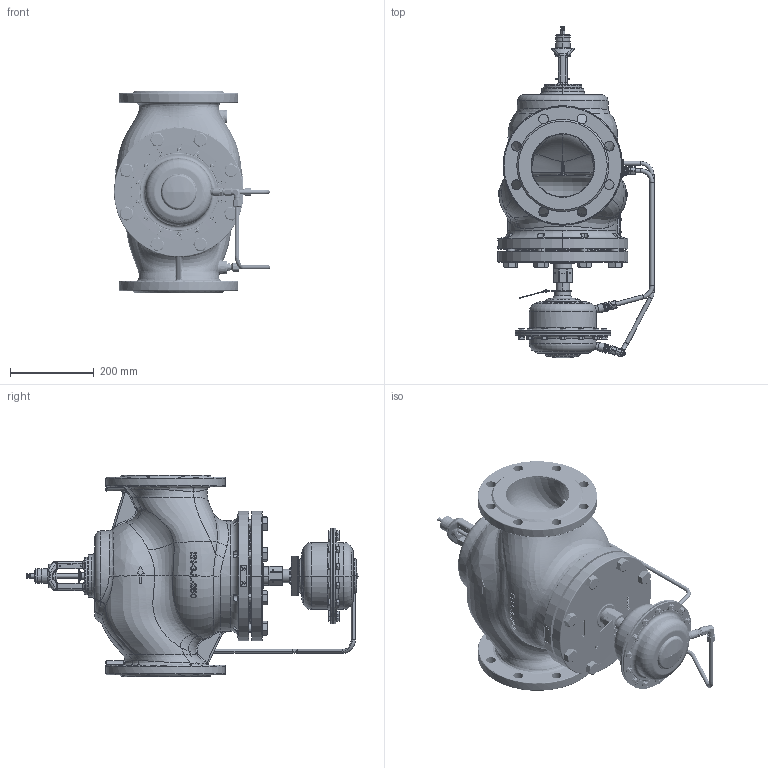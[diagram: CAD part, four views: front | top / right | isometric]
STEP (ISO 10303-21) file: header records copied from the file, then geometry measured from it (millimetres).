
FILE_DESCRIPTION((''),'2;1');
FILE_NAME('003G5508_AFQM2_DN150_PN16_STEP_ASM','2020-10-09T',('U258099'),('Danfoss'),'CREO PARAMETRIC BY PTC INC, 2018070','CREO PARAMETRIC BY PTC INC, 2018070','');
FILE_SCHEMA(('CONFIG_CONTROL_DESIGN'));
Products named in the file (40): 88670070_HOUSING160_PN16_MI_AF1; 88673400_TUBE_FI38X10X62_MI_AF0; 88671660_PRESSURE_CONNECTOR_4_1; WELD_160_4MM_INST_AF1_1_1; 88671470_COVER160_PN16_MINUS_AS_ASM; 88670600_CONNECTING_NUT_G1_1_4_; 88670100_HOUS_AFQ_160_PN16__AF0; 88671660_PRESSURE_CONNECTOR_AF0; WELD_PRESS_CON_4MM_AF0_1_1; 88672600_COVE_AFQ_160_PN16_PLUS_ASM; 51840300_SCREW_M8X20_DIN933_1_1; 5201742_1_1; 5191731_1_1; 5454051_1_1; WALTER_CONNECTION_1_1; WALTER_CONNECTION_NUT_1_1; 8863078_ASM_1_ASM_1_ASM; 88630330_1_1; 88630640_ASM_1_ASM_1_ASM; 88673820_1_1; 88673810_LABEL_PLATE_PA_1_1; 003G5600_AFQ2_PN16_160CM2_ASM_1_ASM; 88650740_VALVE_COVER_VFG_DN150_; 88651360_SPINDLE_CV_DN150_1_1; 88652970_CV_PISTON_SUB_DN150_AS_ASM; 88652800_POINTER_VFQM_2_1; 88651210_YOKE_BODY_DN125_250_2_; 5184037_1_1; LABEL_PLATE_37X37_2_1; 5589607_2_1; 88653180_VFQM_DN150_PN16_ASM_2__ASM; AFQ16_160-VFQM16_150-OUT_2_1; PRIKLJUCEK_KOLENO_1_1; PRIKLJUCEK_MATICA_1_1; 56722030_ASM_1_ASM_1_ASM; AFQ16_160-VFQM16_150-IN_2_1; AFQ16_160-VFQM16_150_ASM_4_ASM__ASM; 88650740_VALVE_COVER_VFG_DN150; 88650530_VALVE_BODY_VFQM_DN150; 003G5508_AFQM2_DN150_PN16_STEP_ASM
Assembly tree (95 placements, depth 6):
  003G5508_AFQM2_DN150_PN16_STEP_ASM
    AFQ16_160-VFQM16_150_ASM_4_ASM__ASM
      003G5600_AFQ2_PN16_160CM2_ASM_1_ASM
        88671470_COVER160_PN16_MINUS_AS_ASM
          88670070_HOUSING160_PN16_MI_AF1
          88673400_TUBE_FI38X10X62_MI_AF0
          88671660_PRESSURE_CONNECTOR_4_1
          WELD_160_4MM_INST_AF1_1_1
        88670600_CONNECTING_NUT_G1_1_4_
        88672600_COVE_AFQ_160_PN16_PLUS_ASM
          88670100_HOUS_AFQ_160_PN16__AF0
          88671660_PRESSURE_CONNECTOR_AF0
          WELD_PRESS_CON_4MM_AF0_1_1
        51840300_SCREW_M8X20_DIN933_1_1  x14
        5201742_1_1  x14
        5191731_1_1  x14
        5454051_1_1  x2
        8863078_ASM_1_ASM_1_ASM
          WALTER_CONNECTION_1_1
          WALTER_CONNECTION_NUT_1_1
        88630640_ASM_1_ASM_1_ASM
          8863078_ASM_1_ASM_1_ASM
            WALTER_CONNECTION_1_1
            WALTER_CONNECTION_NUT_1_1
          88630330_1_1
        88673820_1_1
        88673810_LABEL_PLATE_PA_1_1
      88653180_VFQM_DN150_PN16_ASM_2__ASM
        88650740_VALVE_COVER_VFG_DN150_
        88652970_CV_PISTON_SUB_DN150_AS_ASM
          88651360_SPINDLE_CV_DN150_1_1
        88651360_SPINDLE_CV_DN150_1_1
        88652800_POINTER_VFQM_2_1
        88651210_YOKE_BODY_DN125_250_2_
        5184037_1_1  x8
        LABEL_PLATE_37X37_2_1
        5589607_2_1  x4
      5454051_1_1  x2
      8863078_ASM_1_ASM_1_ASM  x2
        WALTER_CONNECTION_1_1
        WALTER_CONNECTION_NUT_1_1
      AFQ16_160-VFQM16_150-OUT_2_1
      56722030_ASM_1_ASM_1_ASM
        PRIKLJUCEK_KOLENO_1_1
        PRIKLJUCEK_MATICA_1_1
      AFQ16_160-VFQM16_150-IN_2_1
    88650740_VALVE_COVER_VFG_DN150
    88650530_VALVE_BODY_VFQM_DN150
Bounding box: 372.9 x 792.8 x 480 mm (x, y, z)
Volume: 14961855.1 mm3; surface area: 2005008.6 mm2
Topology: 88 solids, 88 shells, 4658 faces, 11940 edges, 7542 vertices
Faces by surface type: plane 2056, cylinder 915, cone 854, bspline 395, torus 287, extrusion 101, sphere 33, revolution 17
Entity records: 183579 total; most frequent: CARTESIAN_POINT 103561, ORIENTED_EDGE 17670, DIRECTION 14774, EDGE_CURVE 8835, VERTEX_POINT 5694, AXIS2_PLACEMENT_3D 5267, VECTOR 4223, LINE 4122
